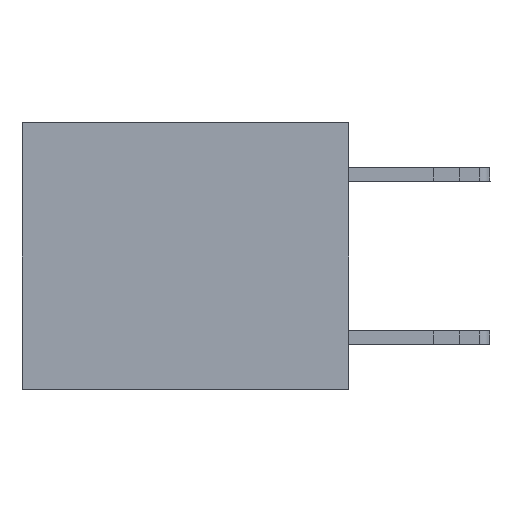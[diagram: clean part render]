
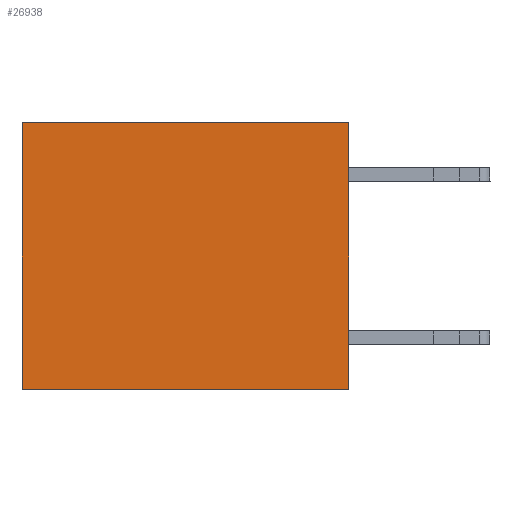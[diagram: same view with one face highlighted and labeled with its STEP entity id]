
A CAD part, left-side view. The second image highlights one B-rep face of the part: STEP entity #26938.
In plain terms, the highlighted planar face has unit normal (-1, 0, 0).
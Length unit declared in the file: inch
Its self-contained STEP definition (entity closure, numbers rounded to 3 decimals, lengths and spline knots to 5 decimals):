
#852 = AXIS2_PLACEMENT_3D ( 'NONE', #6207, #10574, #16378 ) ;
#1773 = DIRECTION ( 'NONE',  ( 0., 1., 0. ) ) ;
#2469 = LINE ( 'NONE', #11240, #16534 ) ;
#2930 = EDGE_CURVE ( 'NONE', #4933, #16785, #25350, .T. ) ;
#4268 = EDGE_CURVE ( 'NONE', #4933, #19957, #12716, .T. ) ;
#4483 = CARTESIAN_POINT ( 'NONE',  ( 0.3165, 0., -0.49 ) ) ;
#4933 = VERTEX_POINT ( 'NONE', #20871 ) ;
#5389 = CARTESIAN_POINT ( 'NONE',  ( 0.3165, 0.6, -0.49 ) ) ;
#5553 = EDGE_CURVE ( 'NONE', #19957, #8516, #26227, .T. ) ;
#6207 = CARTESIAN_POINT ( 'NONE',  ( 0.3165, 0., -0.49 ) ) ;
#6958 = DIRECTION ( 'NONE',  ( 0., 1., 0. ) ) ;
#8516 = VERTEX_POINT ( 'NONE', #5389 ) ;
#9776 = DIRECTION ( 'NONE',  ( 0., 0., -1. ) ) ;
#9849 = VECTOR ( 'NONE', #17049, 39.37008 ) ;
#10506 = ORIENTED_EDGE ( 'NONE', *, *, #2930, .F. ) ;
#10574 = DIRECTION ( 'NONE',  ( 1., 0., 0. ) ) ;
#11240 = CARTESIAN_POINT ( 'NONE',  ( 0.3165, 0., -0.49 ) ) ;
#12716 = LINE ( 'NONE', #23262, #18501 ) ;
#13831 = EDGE_CURVE ( 'NONE', #16785, #8516, #2469, .T. ) ;
#13849 = CARTESIAN_POINT ( 'NONE',  ( 0.3165, 0., -0.49 ) ) ;
#16378 = DIRECTION ( 'NONE',  ( 0., 0., -1. ) ) ;
#16534 = VECTOR ( 'NONE', #6958, 39.37008 ) ;
#16785 = VERTEX_POINT ( 'NONE', #4483 ) ;
#17049 = DIRECTION ( 'NONE',  ( 0., 0., -1. ) ) ;
#17873 = EDGE_LOOP ( 'NONE', ( #25483, #22546, #10506, #24404 ) ) ;
#18501 = VECTOR ( 'NONE', #1773, 39.37008 ) ;
#18599 = FACE_OUTER_BOUND ( 'NONE', #17873, .T. ) ;
#19286 = PLANE ( 'NONE',  #852 ) ;
#19957 = VERTEX_POINT ( 'NONE', #24853 ) ;
#20871 = CARTESIAN_POINT ( 'NONE',  ( 0.3165, 0., 0. ) ) ;
#22294 = VECTOR ( 'NONE', #9776, 39.37008 ) ;
#22546 = ORIENTED_EDGE ( 'NONE', *, *, #13831, .F. ) ;
#23262 = CARTESIAN_POINT ( 'NONE',  ( 0.3165, 0., 0. ) ) ;
#23509 = CARTESIAN_POINT ( 'NONE',  ( 0.3165, 0.6, -0.49 ) ) ;
#24404 = ORIENTED_EDGE ( 'NONE', *, *, #4268, .T. ) ;
#24853 = CARTESIAN_POINT ( 'NONE',  ( 0.3165, 0.6, 0. ) ) ;
#25350 = LINE ( 'NONE', #13849, #22294 ) ;
#25483 = ORIENTED_EDGE ( 'NONE', *, *, #5553, .T. ) ;
#26227 = LINE ( 'NONE', #23509, #9849 ) ;
#26938 = ADVANCED_FACE ( 'NONE', ( #18599 ), #19286, .F. ) ;
